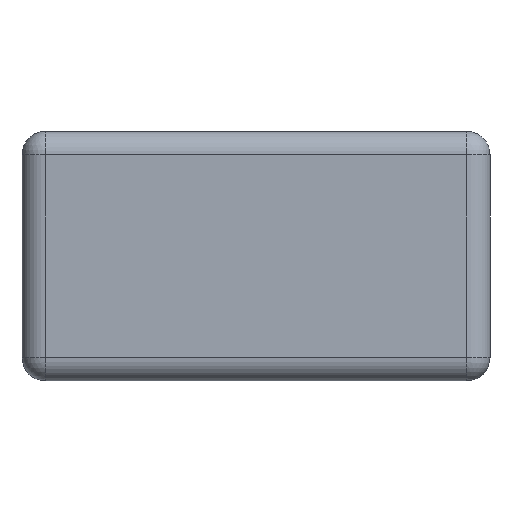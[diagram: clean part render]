
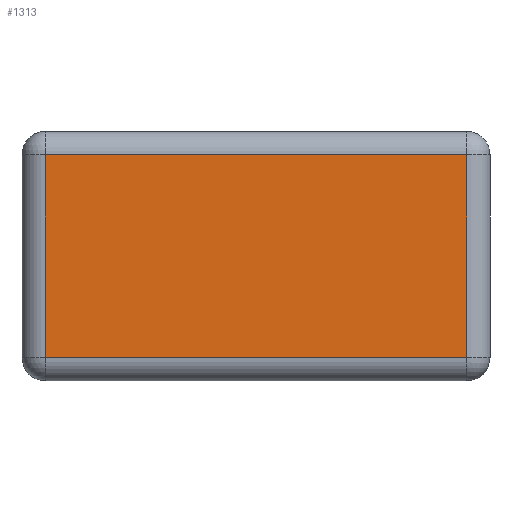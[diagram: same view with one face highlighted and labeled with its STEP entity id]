
A CAD part, left-side view. The second image highlights one B-rep face of the part: STEP entity #1313.
In plain terms, the highlighted planar face has unit normal (-1, 0, 0).
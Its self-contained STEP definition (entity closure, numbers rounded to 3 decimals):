
#326 = CYLINDRICAL_SURFACE('',#327,0.15);
#327 = AXIS2_PLACEMENT_3D('',#328,#329,#330);
#328 = CARTESIAN_POINT('',(-3.025,1.5,0.15));
#329 = DIRECTION('',(0.,-1.,0.));
#330 = DIRECTION('',(1.,0.,0.));
#541 = CYLINDRICAL_SURFACE('',#542,0.15);
#542 = AXIS2_PLACEMENT_3D('',#543,#544,#545);
#543 = CARTESIAN_POINT('',(-3.025,1.35,1.6));
#544 = DIRECTION('',(0.,0.,-1.));
#545 = DIRECTION('',(0.,1.,0.));
#1145 = CYLINDRICAL_SURFACE('',#1146,0.15);
#1146 = AXIS2_PLACEMENT_3D('',#1147,#1148,#1149);
#1147 = CARTESIAN_POINT('',(-3.025,-1.5,1.45));
#1148 = DIRECTION('',(0.,1.,0.));
#1149 = DIRECTION('',(-1.,0.,0.));
#1251 = CYLINDRICAL_SURFACE('',#1252,0.15);
#1252 = AXIS2_PLACEMENT_3D('',#1253,#1254,#1255);
#1253 = CARTESIAN_POINT('',(-3.025,-1.35,1.6));
#1254 = DIRECTION('',(0.,0.,-1.));
#1255 = DIRECTION('',(0.,1.,0.));
#1313 = ADVANCED_FACE('',(#1314),#1328,.F.);
#1314 = FACE_BOUND('',#1315,.T.);
#1315 = EDGE_LOOP('',(#1316,#1345,#1367,#1389));
#1316 = ORIENTED_EDGE('',*,*,#1317,.T.);
#1317 = EDGE_CURVE('',#1318,#1320,#1322,.T.);
#1318 = VERTEX_POINT('',#1319);
#1319 = CARTESIAN_POINT('',(-3.175,-1.35,1.45));
#1320 = VERTEX_POINT('',#1321);
#1321 = CARTESIAN_POINT('',(-3.175,1.35,1.45));
#1322 = SURFACE_CURVE('',#1323,(#1327,#1339),.PCURVE_S1.);
#1323 = LINE('',#1324,#1325);
#1324 = CARTESIAN_POINT('',(-3.175,1.5,1.45));
#1325 = VECTOR('',#1326,1.);
#1326 = DIRECTION('',(0.,1.,0.));
#1327 = PCURVE('',#1328,#1333);
#1328 = PLANE('',#1329);
#1329 = AXIS2_PLACEMENT_3D('',#1330,#1331,#1332);
#1330 = CARTESIAN_POINT('',(-3.175,1.5,1.6));
#1331 = DIRECTION('',(1.,0.,0.));
#1332 = DIRECTION('',(0.,1.,0.));
#1333 = DEFINITIONAL_REPRESENTATION('',(#1334),#1338);
#1334 = LINE('',#1335,#1336);
#1335 = CARTESIAN_POINT('',(0.,-0.15));
#1336 = VECTOR('',#1337,1.);
#1337 = DIRECTION('',(1.,0.));
#1338 = ( GEOMETRIC_REPRESENTATION_CONTEXT(2) 
PARAMETRIC_REPRESENTATION_CONTEXT() REPRESENTATION_CONTEXT('2D SPACE',''
  ) );
#1339 = PCURVE('',#1145,#1340);
#1340 = DEFINITIONAL_REPRESENTATION('',(#1341),#1344);
#1341 = B_SPLINE_CURVE_WITH_KNOTS('',1,(#1342,#1343),.UNSPECIFIED.,.F.,
  .F.,(2,2),(-2.85,-0.15),.PIECEWISE_BEZIER_KNOTS.);
#1342 = CARTESIAN_POINT('',(0.,0.15));
#1343 = CARTESIAN_POINT('',(0.,2.85));
#1344 = ( GEOMETRIC_REPRESENTATION_CONTEXT(2) 
PARAMETRIC_REPRESENTATION_CONTEXT() REPRESENTATION_CONTEXT('2D SPACE',''
  ) );
#1345 = ORIENTED_EDGE('',*,*,#1346,.T.);
#1346 = EDGE_CURVE('',#1320,#1347,#1349,.T.);
#1347 = VERTEX_POINT('',#1348);
#1348 = CARTESIAN_POINT('',(-3.175,1.35,0.15));
#1349 = SURFACE_CURVE('',#1350,(#1354,#1361),.PCURVE_S1.);
#1350 = LINE('',#1351,#1352);
#1351 = CARTESIAN_POINT('',(-3.175,1.35,1.6));
#1352 = VECTOR('',#1353,1.);
#1353 = DIRECTION('',(0.,0.,-1.));
#1354 = PCURVE('',#1328,#1355);
#1355 = DEFINITIONAL_REPRESENTATION('',(#1356),#1360);
#1356 = LINE('',#1357,#1358);
#1357 = CARTESIAN_POINT('',(-0.15,0.));
#1358 = VECTOR('',#1359,1.);
#1359 = DIRECTION('',(0.,-1.));
#1360 = ( GEOMETRIC_REPRESENTATION_CONTEXT(2) 
PARAMETRIC_REPRESENTATION_CONTEXT() REPRESENTATION_CONTEXT('2D SPACE',''
  ) );
#1361 = PCURVE('',#541,#1362);
#1362 = DEFINITIONAL_REPRESENTATION('',(#1363),#1366);
#1363 = B_SPLINE_CURVE_WITH_KNOTS('',1,(#1364,#1365),.UNSPECIFIED.,.F.,
  .F.,(2,2),(0.15,1.45),.PIECEWISE_BEZIER_KNOTS.);
#1364 = CARTESIAN_POINT('',(4.712,0.15));
#1365 = CARTESIAN_POINT('',(4.712,1.45));
#1366 = ( GEOMETRIC_REPRESENTATION_CONTEXT(2) 
PARAMETRIC_REPRESENTATION_CONTEXT() REPRESENTATION_CONTEXT('2D SPACE',''
  ) );
#1367 = ORIENTED_EDGE('',*,*,#1368,.T.);
#1368 = EDGE_CURVE('',#1347,#1369,#1371,.T.);
#1369 = VERTEX_POINT('',#1370);
#1370 = CARTESIAN_POINT('',(-3.175,-1.35,0.15));
#1371 = SURFACE_CURVE('',#1372,(#1376,#1383),.PCURVE_S1.);
#1372 = LINE('',#1373,#1374);
#1373 = CARTESIAN_POINT('',(-3.175,1.5,0.15));
#1374 = VECTOR('',#1375,1.);
#1375 = DIRECTION('',(0.,-1.,0.));
#1376 = PCURVE('',#1328,#1377);
#1377 = DEFINITIONAL_REPRESENTATION('',(#1378),#1382);
#1378 = LINE('',#1379,#1380);
#1379 = CARTESIAN_POINT('',(0.,-1.45));
#1380 = VECTOR('',#1381,1.);
#1381 = DIRECTION('',(-1.,0.));
#1382 = ( GEOMETRIC_REPRESENTATION_CONTEXT(2) 
PARAMETRIC_REPRESENTATION_CONTEXT() REPRESENTATION_CONTEXT('2D SPACE',''
  ) );
#1383 = PCURVE('',#326,#1384);
#1384 = DEFINITIONAL_REPRESENTATION('',(#1385),#1388);
#1385 = B_SPLINE_CURVE_WITH_KNOTS('',1,(#1386,#1387),.UNSPECIFIED.,.F.,
  .F.,(2,2),(0.15,2.85),.PIECEWISE_BEZIER_KNOTS.);
#1386 = CARTESIAN_POINT('',(3.142,0.15));
#1387 = CARTESIAN_POINT('',(3.142,2.85));
#1388 = ( GEOMETRIC_REPRESENTATION_CONTEXT(2) 
PARAMETRIC_REPRESENTATION_CONTEXT() REPRESENTATION_CONTEXT('2D SPACE',''
  ) );
#1389 = ORIENTED_EDGE('',*,*,#1390,.T.);
#1390 = EDGE_CURVE('',#1369,#1318,#1391,.T.);
#1391 = SURFACE_CURVE('',#1392,(#1396,#1403),.PCURVE_S1.);
#1392 = LINE('',#1393,#1394);
#1393 = CARTESIAN_POINT('',(-3.175,-1.35,1.6));
#1394 = VECTOR('',#1395,1.);
#1395 = DIRECTION('',(0.,0.,1.));
#1396 = PCURVE('',#1328,#1397);
#1397 = DEFINITIONAL_REPRESENTATION('',(#1398),#1402);
#1398 = LINE('',#1399,#1400);
#1399 = CARTESIAN_POINT('',(-2.85,0.));
#1400 = VECTOR('',#1401,1.);
#1401 = DIRECTION('',(0.,1.));
#1402 = ( GEOMETRIC_REPRESENTATION_CONTEXT(2) 
PARAMETRIC_REPRESENTATION_CONTEXT() REPRESENTATION_CONTEXT('2D SPACE',''
  ) );
#1403 = PCURVE('',#1251,#1404);
#1404 = DEFINITIONAL_REPRESENTATION('',(#1405),#1408);
#1405 = B_SPLINE_CURVE_WITH_KNOTS('',1,(#1406,#1407),.UNSPECIFIED.,.F.,
  .F.,(2,2),(-1.45,-0.15),.PIECEWISE_BEZIER_KNOTS.);
#1406 = CARTESIAN_POINT('',(4.712,1.45));
#1407 = CARTESIAN_POINT('',(4.712,0.15));
#1408 = ( GEOMETRIC_REPRESENTATION_CONTEXT(2) 
PARAMETRIC_REPRESENTATION_CONTEXT() REPRESENTATION_CONTEXT('2D SPACE',''
  ) );
